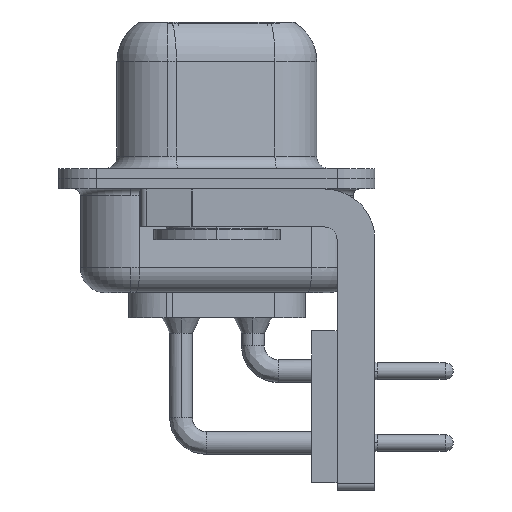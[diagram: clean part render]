
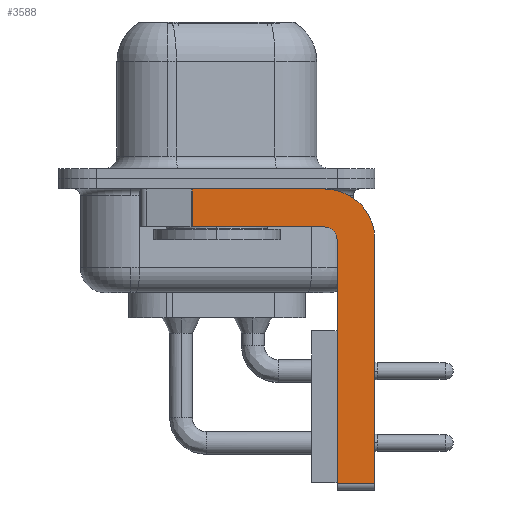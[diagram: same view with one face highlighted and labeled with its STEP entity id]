
A CAD part, left-side view. The second image highlights one B-rep face of the part: STEP entity #3588.
In plain terms, the highlighted planar face has unit normal (-1, 0, 0).
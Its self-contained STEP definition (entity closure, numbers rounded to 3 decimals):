
#325 = DIRECTION ( 'NONE',  ( 0., 1., 0. ) ) ;
#526 = LINE ( 'NONE', #16482, #14056 ) ;
#639 = AXIS2_PLACEMENT_3D ( 'NONE', #10814, #10669, #10644 ) ;
#785 = ORIENTED_EDGE ( 'NONE', *, *, #7945, .F. ) ;
#887 = DIRECTION ( 'NONE',  ( 0., -1., 0. ) ) ;
#1165 = VERTEX_POINT ( 'NONE', #7664 ) ;
#1777 = AXIS2_PLACEMENT_3D ( 'NONE', #10474, #4281, #8100 ) ;
#1977 = CARTESIAN_POINT ( 'NONE',  ( -2.9, -4.25, -0.4 ) ) ;
#2068 = EDGE_CURVE ( 'NONE', #6197, #5492, #9642, .T. ) ;
#2164 = DIRECTION ( 'NONE',  ( 0., 0., 1. ) ) ;
#2210 = CARTESIAN_POINT ( 'NONE',  ( -2.9, -4.75, -2.4 ) ) ;
#2474 = ORIENTED_EDGE ( 'NONE', *, *, #9772, .T. ) ;
#2521 = VECTOR ( 'NONE', #887, 1000. ) ;
#2973 = VECTOR ( 'NONE', #2164, 1000. ) ;
#3065 = VECTOR ( 'NONE', #6234, 1000. ) ;
#3588 = ADVANCED_FACE ( 'NONE', ( #16370 ), #10697, .F. ) ;
#4281 = DIRECTION ( 'NONE',  ( -1., 0., 0. ) ) ;
#4702 = EDGE_CURVE ( 'NONE', #16063, #6197, #13701, .T. ) ;
#5492 = VERTEX_POINT ( 'NONE', #16616 ) ;
#5573 = VERTEX_POINT ( 'NONE', #1977 ) ;
#5730 = LINE ( 'NONE', #9174, #2521 ) ;
#5961 = ORIENTED_EDGE ( 'NONE', *, *, #14261, .F. ) ;
#6197 = VERTEX_POINT ( 'NONE', #2210 ) ;
#6234 = DIRECTION ( 'NONE',  ( 0., 0., -1. ) ) ;
#6342 = CARTESIAN_POINT ( 'NONE',  ( -2.9, -4.25, -2.4 ) ) ;
#6895 = EDGE_CURVE ( 'NONE', #16063, #7778, #5730, .T. ) ;
#7068 = VERTEX_POINT ( 'NONE', #9395 ) ;
#7114 = VECTOR ( 'NONE', #15068, 1000. ) ;
#7153 = CARTESIAN_POINT ( 'NONE',  ( -2.9, 3., -0.4 ) ) ;
#7535 = LINE ( 'NONE', #7153, #7114 ) ;
#7630 = CARTESIAN_POINT ( 'NONE',  ( -2.9, -6.25, -2.4 ) ) ;
#7664 = CARTESIAN_POINT ( 'NONE',  ( -2.9, 0.978, -1.9 ) ) ;
#7716 = DIRECTION ( 'NONE',  ( 0., 0., -1. ) ) ;
#7778 = VERTEX_POINT ( 'NONE', #13460 ) ;
#7945 = EDGE_CURVE ( 'NONE', #5492, #1165, #526, .T. ) ;
#7947 = ORIENTED_EDGE ( 'NONE', *, *, #4702, .F. ) ;
#8053 = DIRECTION ( 'NONE',  ( 0., 0., -1. ) ) ;
#8100 = DIRECTION ( 'NONE',  ( 0., 0., 1. ) ) ;
#9174 = CARTESIAN_POINT ( 'NONE',  ( -2.9, -4.25, -12.05 ) ) ;
#9197 = EDGE_LOOP ( 'NONE', ( #15417, #2474, #785, #12632, #7947, #13333, #5961, #14744 ) ) ;
#9395 = CARTESIAN_POINT ( 'NONE',  ( -2.9, 0.978, -0.4 ) ) ;
#9642 = CIRCLE ( 'NONE', #1777, 0.5 ) ;
#9772 = EDGE_CURVE ( 'NONE', #7068, #1165, #13596, .T. ) ;
#10155 = VECTOR ( 'NONE', #8053, 1000. ) ;
#10351 = CARTESIAN_POINT ( 'NONE',  ( -2.9, -4.75, -12.05 ) ) ;
#10474 = CARTESIAN_POINT ( 'NONE',  ( -2.9, -4.25, -2.4 ) ) ;
#10644 = DIRECTION ( 'NONE',  ( 0., 0., -1. ) ) ;
#10669 = DIRECTION ( 'NONE',  ( 1., 0., 0. ) ) ;
#10697 = PLANE ( 'NONE',  #639 ) ;
#10741 = LINE ( 'NONE', #12909, #3065 ) ;
#10814 = CARTESIAN_POINT ( 'NONE',  ( -2.9, -4.25, -2.4 ) ) ;
#10951 = EDGE_CURVE ( 'NONE', #5573, #11519, #12761, .T. ) ;
#11519 = VERTEX_POINT ( 'NONE', #7630 ) ;
#12632 = ORIENTED_EDGE ( 'NONE', *, *, #2068, .F. ) ;
#12761 = CIRCLE ( 'NONE', #15958, 2. ) ;
#12909 = CARTESIAN_POINT ( 'NONE',  ( -2.9, -6.25, -2.4 ) ) ;
#13309 = CARTESIAN_POINT ( 'NONE',  ( -2.9, 0.978, -1.9 ) ) ;
#13333 = ORIENTED_EDGE ( 'NONE', *, *, #6895, .T. ) ;
#13460 = CARTESIAN_POINT ( 'NONE',  ( -2.9, -6.25, -12.05 ) ) ;
#13596 = LINE ( 'NONE', #13309, #10155 ) ;
#13701 = LINE ( 'NONE', #14214, #2973 ) ;
#14056 = VECTOR ( 'NONE', #325, 1000. ) ;
#14214 = CARTESIAN_POINT ( 'NONE',  ( -2.9, -4.75, -12.3 ) ) ;
#14261 = EDGE_CURVE ( 'NONE', #11519, #7778, #10741, .T. ) ;
#14744 = ORIENTED_EDGE ( 'NONE', *, *, #10951, .F. ) ;
#15068 = DIRECTION ( 'NONE',  ( 0., -1., 0. ) ) ;
#15313 = EDGE_CURVE ( 'NONE', #7068, #5573, #7535, .T. ) ;
#15417 = ORIENTED_EDGE ( 'NONE', *, *, #15313, .F. ) ;
#15613 = DIRECTION ( 'NONE',  ( 1., 0., 0. ) ) ;
#15958 = AXIS2_PLACEMENT_3D ( 'NONE', #6342, #15613, #7716 ) ;
#16063 = VERTEX_POINT ( 'NONE', #10351 ) ;
#16370 = FACE_OUTER_BOUND ( 'NONE', #9197, .T. ) ;
#16482 = CARTESIAN_POINT ( 'NONE',  ( -2.9, -4.25, -1.9 ) ) ;
#16616 = CARTESIAN_POINT ( 'NONE',  ( -2.9, -4.25, -1.9 ) ) ;
